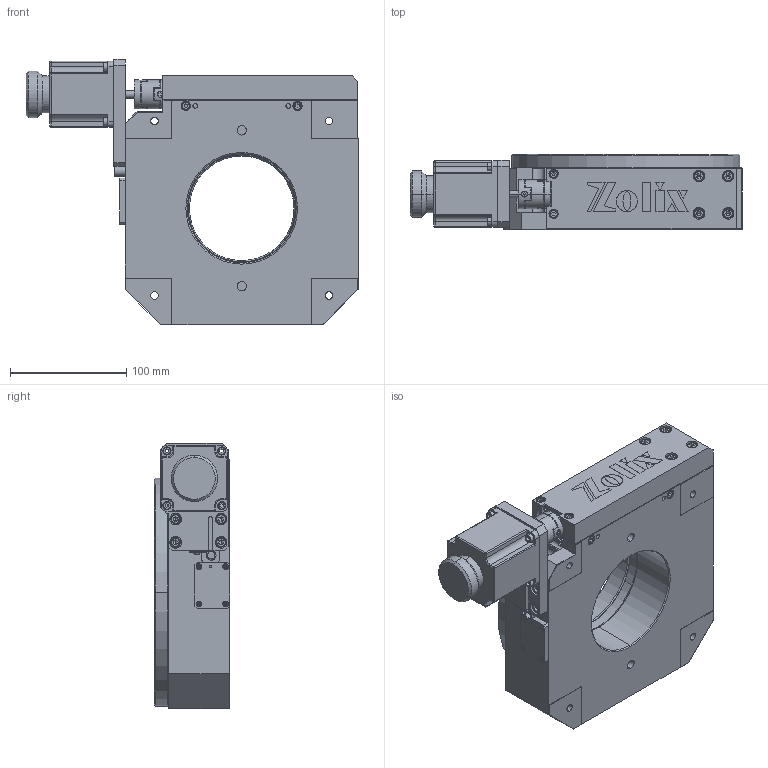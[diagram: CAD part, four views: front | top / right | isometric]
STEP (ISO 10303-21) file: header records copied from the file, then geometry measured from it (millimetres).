
FILE_DESCRIPTION (( 'STEP AP203' ), '1' );
FILE_NAME ('TBR200.step', '2019-05-06T08:35:13', ( '' ), ( '' ), 'SwSTEP 2.0', 'SolidWorks 2017', '' );
FILE_SCHEMA (( 'CONFIG_CONTROL_DESIGN' ));
Length unit declared in the file: millimetre
Products named in the file (1): TBR200
Bounding box: 285.5 x 65 x 228 mm (x, y, z)
Surface area: 203710 mm2 (no closed solid volume)
Topology: 0 solids, 71 shells, 790 faces, 2676 edges, 1866 vertices
Faces by surface type: plane 409, cylinder 227, cone 71, torus 61, bspline 12, sphere 10
Entity records: 29299 total; most frequent: CARTESIAN_POINT 6301, DIRECTION 4899, ORIENTED_EDGE 4138, EDGE_CURVE 2612, VERTEX_POINT 1850, LINE 1651, VECTOR 1651, AXIS2_PLACEMENT_3D 1624
